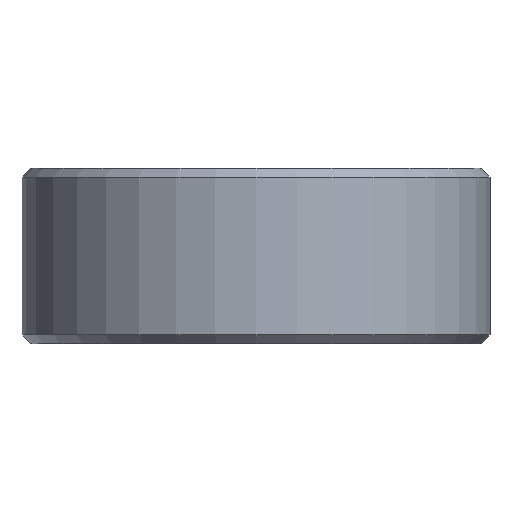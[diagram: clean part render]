
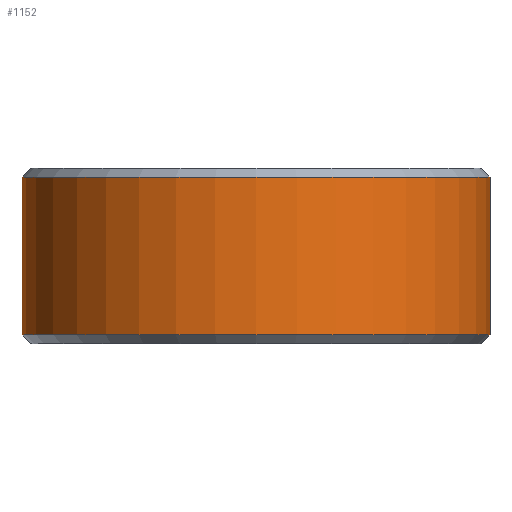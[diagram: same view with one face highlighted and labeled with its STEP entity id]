
A CAD part, front view. The second image highlights one B-rep face of the part: STEP entity #1152.
In plain terms, the highlighted cylindrical face has radius 6.35 mm (diameter 12.7 mm), a partial arc.
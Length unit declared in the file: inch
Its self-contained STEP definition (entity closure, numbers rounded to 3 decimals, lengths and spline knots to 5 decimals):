
#10 = ORIENTED_EDGE ( 'NONE', *, *, #872, .F. ) ;
#51 = EDGE_CURVE ( 'NONE', #778, #143, #306, .T. ) ;
#143 = VERTEX_POINT ( 'NONE', #1335 ) ;
#204 = ORIENTED_EDGE ( 'NONE', *, *, #1191, .T. ) ;
#234 = CARTESIAN_POINT ( 'NONE',  ( 0., 0., -0.08438 ) ) ;
#306 = CIRCLE ( 'NONE', #993, 0.25 ) ;
#364 = CARTESIAN_POINT ( 'NONE',  ( 0., 0., 0.09375 ) ) ;
#448 = DIRECTION ( 'NONE',  ( 0., 0., 1. ) ) ;
#495 = AXIS2_PLACEMENT_3D ( 'NONE', #234, #617, #1246 ) ;
#549 = CARTESIAN_POINT ( 'NONE',  ( -0.25, 0., -0.08438 ) ) ;
#561 = VECTOR ( 'NONE', #448, 39.37008 ) ;
#574 = EDGE_CURVE ( 'NONE', #750, #143, #1367, .T. ) ;
#577 = DIRECTION ( 'NONE',  ( 1., 0., 0. ) ) ;
#617 = DIRECTION ( 'NONE',  ( 0., 0., 1. ) ) ;
#691 = CARTESIAN_POINT ( 'NONE',  ( 0.25, 0., 0.09375 ) ) ;
#698 = CARTESIAN_POINT ( 'NONE',  ( 0., 0., 0.08438 ) ) ;
#705 = FACE_OUTER_BOUND ( 'NONE', #1412, .T. ) ;
#750 = VERTEX_POINT ( 'NONE', #1455 ) ;
#778 = VERTEX_POINT ( 'NONE', #826 ) ;
#826 = CARTESIAN_POINT ( 'NONE',  ( -0.25, 0., 0.08438 ) ) ;
#872 = EDGE_CURVE ( 'NONE', #1452, #778, #1502, .T. ) ;
#938 = CARTESIAN_POINT ( 'NONE',  ( -0.25, 0., 0.09375 ) ) ;
#993 = AXIS2_PLACEMENT_3D ( 'NONE', #698, #1463, #577 ) ;
#1008 = DIRECTION ( 'NONE',  ( 1., 0., 0. ) ) ;
#1060 = DIRECTION ( 'NONE',  ( 0., 0., 1. ) ) ;
#1152 = ADVANCED_FACE ( 'NONE', ( #705 ), #1636, .T. ) ;
#1173 = AXIS2_PLACEMENT_3D ( 'NONE', #364, #1378, #1008 ) ;
#1191 = EDGE_CURVE ( 'NONE', #1452, #750, #1320, .T. ) ;
#1225 = VECTOR ( 'NONE', #1060, 39.37008 ) ;
#1246 = DIRECTION ( 'NONE',  ( 1., 0., 0. ) ) ;
#1255 = ORIENTED_EDGE ( 'NONE', *, *, #574, .T. ) ;
#1320 = CIRCLE ( 'NONE', #495, 0.25 ) ;
#1335 = CARTESIAN_POINT ( 'NONE',  ( 0.25, 0., 0.08438 ) ) ;
#1349 = ORIENTED_EDGE ( 'NONE', *, *, #51, .F. ) ;
#1367 = LINE ( 'NONE', #691, #561 ) ;
#1378 = DIRECTION ( 'NONE',  ( 0., 0., 1. ) ) ;
#1412 = EDGE_LOOP ( 'NONE', ( #10, #204, #1255, #1349 ) ) ;
#1452 = VERTEX_POINT ( 'NONE', #549 ) ;
#1455 = CARTESIAN_POINT ( 'NONE',  ( 0.25, 0., -0.08438 ) ) ;
#1463 = DIRECTION ( 'NONE',  ( 0., 0., 1. ) ) ;
#1502 = LINE ( 'NONE', #938, #1225 ) ;
#1636 = CYLINDRICAL_SURFACE ( 'NONE', #1173, 0.25 ) ;
